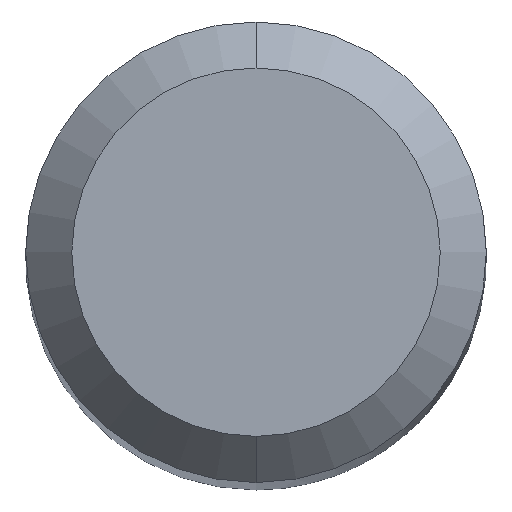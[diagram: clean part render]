
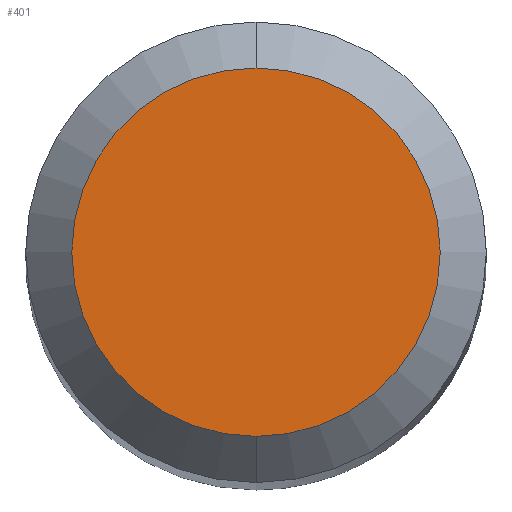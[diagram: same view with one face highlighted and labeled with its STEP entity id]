
A CAD part, top view. The second image highlights one B-rep face of the part: STEP entity #401.
In plain terms, the highlighted planar face has unit normal (0, 0, 1).
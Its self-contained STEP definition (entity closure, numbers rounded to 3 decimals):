
#347=VERTEX_POINT('',#798);
#383=VERTEX_POINT('',#835);
#401=ADVANCED_FACE('',(#856),#857,.T.);
#451=EDGE_CURVE('',#347,#383,#910,.T.);
#567=EDGE_CURVE('',#383,#347,#1036,.T.);
#798=CARTESIAN_POINT('',(0.0,1.2,0.0));
#835=CARTESIAN_POINT('',(0.,-1.2,0.0));
#856=FACE_OUTER_BOUND('',#2457,.T.);
#857=PLANE('',#2458);
#910=CIRCLE('',#2909,1.2);
#1036=CIRCLE('',#4067,1.2);
#2457=EDGE_LOOP('',(#5135,#5136));
#2458=AXIS2_PLACEMENT_3D('',#5137,#5138,#5139);
#2909=AXIS2_PLACEMENT_3D('',#5179,#5180,#5181);
#4067=AXIS2_PLACEMENT_3D('',#5317,#5318,#5319);
#5135=ORIENTED_EDGE('',*,*,#451,.F.);
#5136=ORIENTED_EDGE('',*,*,#567,.F.);
#5137=CARTESIAN_POINT('',(0.0,0.6,0.0));
#5138=DIRECTION('',(-0.0,0.0,1.0));
#5139=DIRECTION('',(0.0,-1.0,0.0));
#5179=CARTESIAN_POINT('',(0.0,0.0,0.0));
#5180=DIRECTION('',(0.0,0.0,-1.0));
#5181=DIRECTION('',(0.0,1.0,0.0));
#5317=CARTESIAN_POINT('',(0.0,0.0,0.0));
#5318=DIRECTION('',(0.0,0.0,-1.0));
#5319=DIRECTION('',(0.0,1.0,0.0));
